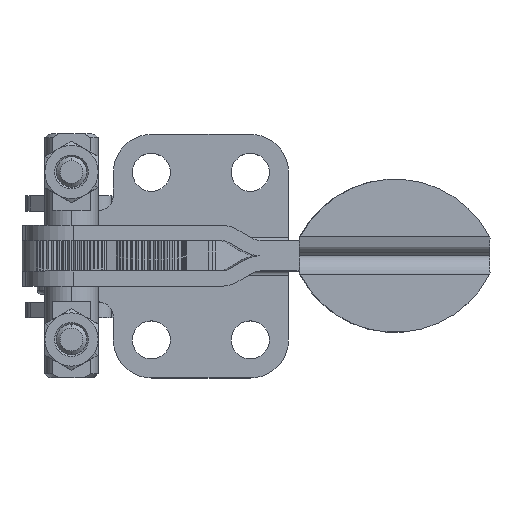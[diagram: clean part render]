
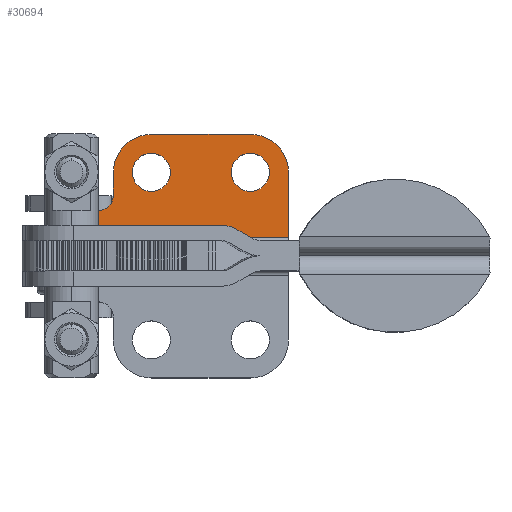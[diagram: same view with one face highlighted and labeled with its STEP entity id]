
A CAD part, top view. The second image highlights one B-rep face of the part: STEP entity #30694.
In plain terms, the highlighted free-form (B-spline) face has degree [1, 1] with [2, 2] control points.
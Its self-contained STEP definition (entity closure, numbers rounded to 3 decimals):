
#6899=CARTESIAN_POINT('',(-1.171,22.236,2.));
#6900=VERTEX_POINT('',#6899);
#6916=CARTESIAN_POINT('',(-6.171,22.236,2.));
#6917=VERTEX_POINT('',#6916);
#6924=CARTESIAN_POINT('',(-3.671,22.236,2.));
#6925=DIRECTION('',(0.0,0.0,1.0));
#6926=DIRECTION('',(1.0,0.0,0.0));
#6927=AXIS2_PLACEMENT_3D('',#6924,#6925,#6926);
#6928=CIRCLE('',#6927,2.5);
#6929=EDGE_CURVE('',#6917,#6900,#6928,.T.);
#6941=CARTESIAN_POINT('',(-14.171,22.236,2.));
#6942=VERTEX_POINT('',#6941);
#6958=CARTESIAN_POINT('',(-19.171,22.236,2.));
#6959=VERTEX_POINT('',#6958);
#6966=CARTESIAN_POINT('',(-16.671,22.236,2.));
#6967=DIRECTION('',(0.0,0.0,1.0));
#6968=DIRECTION('',(1.0,0.0,0.0));
#6969=AXIS2_PLACEMENT_3D('',#6966,#6967,#6968);
#6970=CIRCLE('',#6969,2.5);
#6971=EDGE_CURVE('',#6959,#6942,#6970,.T.);
#7004=CARTESIAN_POINT('',(-28.285,16.651,2.));
#7005=VERTEX_POINT('',#7004);
#7021=CARTESIAN_POINT('',(-28.871,15.236,2.));
#7022=VERTEX_POINT('',#7021);
#7029=CARTESIAN_POINT('',(-26.871,15.236,2.));
#7030=DIRECTION('',(0.,0.,1.0));
#7031=DIRECTION('',(-0.707,0.707,0.));
#7032=AXIS2_PLACEMENT_3D('',#7029,#7030,#7031);
#7033=CIRCLE('',#7032,2.0);
#7034=EDGE_CURVE('',#7005,#7022,#7033,.T.);
#7067=CARTESIAN_POINT('',(-22.257,17.822,2.));
#7068=VERTEX_POINT('',#7067);
#7084=CARTESIAN_POINT('',(-23.671,17.236,2.));
#7085=VERTEX_POINT('',#7084);
#7092=CARTESIAN_POINT('',(-23.671,19.236,2.));
#7093=DIRECTION('',(0.,0.,-1.0));
#7094=DIRECTION('',(0.707,-0.707,0.));
#7095=AXIS2_PLACEMENT_3D('',#7092,#7093,#7094);
#7096=CIRCLE('',#7095,2.0);
#7097=EDGE_CURVE('',#7068,#7085,#7096,.T.);
#7130=CARTESIAN_POINT('',(-20.207,25.772,2.));
#7131=VERTEX_POINT('',#7130);
#7147=CARTESIAN_POINT('',(-21.671,22.236,2.));
#7148=VERTEX_POINT('',#7147);
#7155=CARTESIAN_POINT('',(-16.671,22.236,2.));
#7156=DIRECTION('',(0.,0.,1.));
#7157=DIRECTION('',(-0.707,0.707,0.));
#7158=AXIS2_PLACEMENT_3D('',#7155,#7156,#7157);
#7159=CIRCLE('',#7158,5.0);
#7160=EDGE_CURVE('',#7131,#7148,#7159,.T.);
#7193=CARTESIAN_POINT('',(-0.136,25.772,2.));
#7194=VERTEX_POINT('',#7193);
#7210=CARTESIAN_POINT('',(-3.671,27.236,2.));
#7211=VERTEX_POINT('',#7210);
#7218=CARTESIAN_POINT('',(-3.671,22.236,2.));
#7219=DIRECTION('',(0.,0.,1.));
#7220=DIRECTION('',(0.707,0.707,0.));
#7221=AXIS2_PLACEMENT_3D('',#7218,#7219,#7220);
#7222=CIRCLE('',#7221,5.);
#7223=EDGE_CURVE('',#7194,#7211,#7222,.T.);
#30489=CARTESIAN_POINT('',(-28.871,13.736,2.));
#30490=VERTEX_POINT('',#30489);
#30505=CARTESIAN_POINT('',(1.329,13.736,2.));
#30506=VERTEX_POINT('',#30505);
#30514=CARTESIAN_POINT('',(1.329,13.736,2.));
#30515=DIRECTION('',(-1.0,0.0,0.0));
#30516=VECTOR('',#30515,30.2);
#30517=LINE('',#30514,#30516);
#30518=EDGE_CURVE('',#30506,#30490,#30517,.T.);
#30596=CARTESIAN_POINT('',(-28.871,13.736,2.));
#30597=CARTESIAN_POINT('',(1.329,13.736,2.));
#30598=CARTESIAN_POINT('',(-28.871,27.236,2.));
#30599=CARTESIAN_POINT('',(1.329,27.236,2.));
#30600=B_SPLINE_SURFACE_WITH_KNOTS('',1,1,((#30596,#30598),(#30597,#30599)),.UNSPECIFIED.,.F.,.F.,.U.,(2,2),(2,2),(0.0,30.2),(0.0,13.5),.UNSPECIFIED.);
#30601=ORIENTED_EDGE('',*,*,#30518,.F.);
#30602=CARTESIAN_POINT('',(1.329,22.236,2.));
#30603=VERTEX_POINT('',#30602);
#30604=CARTESIAN_POINT('',(1.329,13.736,2.));
#30605=DIRECTION('',(0.0,1.0,0.0));
#30606=VECTOR('',#30605,8.5);
#30607=LINE('',#30604,#30606);
#30608=EDGE_CURVE('',#30506,#30603,#30607,.T.);
#30609=ORIENTED_EDGE('',*,*,#30608,.T.);
#30610=CARTESIAN_POINT('',(-3.671,22.236,2.));
#30611=DIRECTION('',(0.,0.,1.));
#30612=DIRECTION('',(0.707,0.707,0.));
#30613=AXIS2_PLACEMENT_3D('',#30610,#30611,#30612);
#30614=CIRCLE('',#30613,5.);
#30615=EDGE_CURVE('',#30603,#7194,#30614,.T.);
#30616=ORIENTED_EDGE('',*,*,#30615,.T.);
#30617=ORIENTED_EDGE('',*,*,#7223,.T.);
#30618=CARTESIAN_POINT('',(-16.671,27.236,2.));
#30619=VERTEX_POINT('',#30618);
#30620=CARTESIAN_POINT('',(-3.671,27.236,2.));
#30621=DIRECTION('',(-1.0,0.0,0.0));
#30622=VECTOR('',#30621,13.);
#30623=LINE('',#30620,#30622);
#30624=EDGE_CURVE('',#7211,#30619,#30623,.T.);
#30625=ORIENTED_EDGE('',*,*,#30624,.T.);
#30626=CARTESIAN_POINT('',(-16.671,22.236,2.));
#30627=DIRECTION('',(0.,0.,1.));
#30628=DIRECTION('',(-0.707,0.707,0.));
#30629=AXIS2_PLACEMENT_3D('',#30626,#30627,#30628);
#30630=CIRCLE('',#30629,5.0);
#30631=EDGE_CURVE('',#30619,#7131,#30630,.T.);
#30632=ORIENTED_EDGE('',*,*,#30631,.T.);
#30633=ORIENTED_EDGE('',*,*,#7160,.T.);
#30634=CARTESIAN_POINT('',(-21.671,19.236,2.));
#30635=VERTEX_POINT('',#30634);
#30636=CARTESIAN_POINT('',(-21.671,22.236,2.));
#30637=DIRECTION('',(0.0,-1.0,0.0));
#30638=VECTOR('',#30637,3.);
#30639=LINE('',#30636,#30638);
#30640=EDGE_CURVE('',#7148,#30635,#30639,.T.);
#30641=ORIENTED_EDGE('',*,*,#30640,.T.);
#30642=CARTESIAN_POINT('',(-23.671,19.236,2.));
#30643=DIRECTION('',(0.,0.,-1.0));
#30644=DIRECTION('',(0.707,-0.707,0.));
#30645=AXIS2_PLACEMENT_3D('',#30642,#30643,#30644);
#30646=CIRCLE('',#30645,2.0);
#30647=EDGE_CURVE('',#30635,#7068,#30646,.T.);
#30648=ORIENTED_EDGE('',*,*,#30647,.T.);
#30649=ORIENTED_EDGE('',*,*,#7097,.T.);
#30650=CARTESIAN_POINT('',(-26.871,17.236,2.));
#30651=VERTEX_POINT('',#30650);
#30652=CARTESIAN_POINT('',(-23.671,17.236,2.));
#30653=DIRECTION('',(-1.0,0.0,0.0));
#30654=VECTOR('',#30653,3.2);
#30655=LINE('',#30652,#30654);
#30656=EDGE_CURVE('',#7085,#30651,#30655,.T.);
#30657=ORIENTED_EDGE('',*,*,#30656,.T.);
#30658=CARTESIAN_POINT('',(-26.871,15.236,2.));
#30659=DIRECTION('',(0.,0.,1.0));
#30660=DIRECTION('',(-0.707,0.707,0.));
#30661=AXIS2_PLACEMENT_3D('',#30658,#30659,#30660);
#30662=CIRCLE('',#30661,2.0);
#30663=EDGE_CURVE('',#30651,#7005,#30662,.T.);
#30664=ORIENTED_EDGE('',*,*,#30663,.T.);
#30665=ORIENTED_EDGE('',*,*,#7034,.T.);
#30666=CARTESIAN_POINT('',(-28.871,15.236,2.));
#30667=DIRECTION('',(0.0,-1.0,0.0));
#30668=VECTOR('',#30667,1.5);
#30669=LINE('',#30666,#30668);
#30670=EDGE_CURVE('',#7022,#30490,#30669,.T.);
#30671=ORIENTED_EDGE('',*,*,#30670,.T.);
#30672=EDGE_LOOP('',(#30601,#30609,#30616,#30617,#30625,#30632,#30633,#30641,#30648,#30649,#30657,#30664,#30665,#30671));
#30673=FACE_OUTER_BOUND('',#30672,.T.);
#30674=CARTESIAN_POINT('',(-16.671,22.236,2.));
#30675=DIRECTION('',(0.0,0.0,1.0));
#30676=DIRECTION('',(1.0,0.0,0.0));
#30677=AXIS2_PLACEMENT_3D('',#30674,#30675,#30676);
#30678=CIRCLE('',#30677,2.5);
#30679=EDGE_CURVE('',#6942,#6959,#30678,.T.);
#30680=ORIENTED_EDGE('',*,*,#30679,.F.);
#30681=ORIENTED_EDGE('',*,*,#6971,.F.);
#30682=EDGE_LOOP('',(#30680,#30681));
#30683=FACE_BOUND('',#30682,.T.);
#30684=CARTESIAN_POINT('',(-3.671,22.236,2.));
#30685=DIRECTION('',(0.0,0.0,1.0));
#30686=DIRECTION('',(1.0,0.0,0.0));
#30687=AXIS2_PLACEMENT_3D('',#30684,#30685,#30686);
#30688=CIRCLE('',#30687,2.5);
#30689=EDGE_CURVE('',#6900,#6917,#30688,.T.);
#30690=ORIENTED_EDGE('',*,*,#30689,.F.);
#30691=ORIENTED_EDGE('',*,*,#6929,.F.);
#30692=EDGE_LOOP('',(#30690,#30691));
#30693=FACE_BOUND('',#30692,.T.);
#30694=ADVANCED_FACE('',(#30673,#30683,#30693),#30600,.T.);
